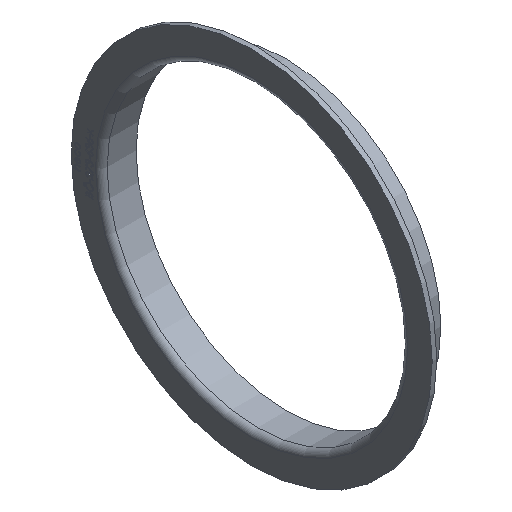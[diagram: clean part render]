
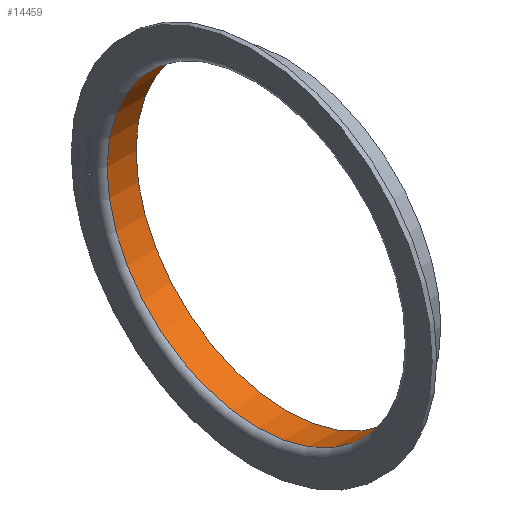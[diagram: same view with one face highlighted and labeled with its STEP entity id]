
A CAD part, isometric view. The second image highlights one B-rep face of the part: STEP entity #14459.
In plain terms, the highlighted cylindrical face has radius 129.9 mm (diameter 259.8 mm), a full revolution.
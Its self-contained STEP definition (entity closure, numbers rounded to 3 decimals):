
#198 = AXIS2_PLACEMENT_3D ( 'NONE', #5068, #9798, #3289 ) ;
#683 = AXIS2_PLACEMENT_3D ( 'NONE', #5693, #9246, #6989 ) ;
#1050 = CARTESIAN_POINT ( 'NONE',  ( 30., 0., 129.9 ) ) ;
#1854 = EDGE_CURVE ( 'NONE', #2753, #2753, #4510, .T. ) ;
#2753 = VERTEX_POINT ( 'NONE', #11035 ) ;
#3289 = DIRECTION ( 'NONE',  ( 0., 0., 1. ) ) ;
#4510 = CIRCLE ( 'NONE', #15157, 129.9 ) ;
#4733 = CARTESIAN_POINT ( 'NONE',  ( 5., 0., 0. ) ) ;
#5068 = CARTESIAN_POINT ( 'NONE',  ( 0., 0., 0. ) ) ;
#5693 = CARTESIAN_POINT ( 'NONE',  ( 30., 0., 0. ) ) ;
#6989 = DIRECTION ( 'NONE',  ( 0., 0., 1. ) ) ;
#7388 = FACE_OUTER_BOUND ( 'NONE', #8285, .T. ) ;
#8054 = CIRCLE ( 'NONE', #683, 129.9 ) ;
#8285 = EDGE_LOOP ( 'NONE', ( #8549 ) ) ;
#8549 = ORIENTED_EDGE ( 'NONE', *, *, #13507, .F. ) ;
#8550 = FACE_OUTER_BOUND ( 'NONE', #11956, .T. ) ;
#9246 = DIRECTION ( 'NONE',  ( -1., 0., 0. ) ) ;
#9798 = DIRECTION ( 'NONE',  ( -1., 0., 0. ) ) ;
#10542 = DIRECTION ( 'NONE',  ( -1., 0., 0. ) ) ;
#11035 = CARTESIAN_POINT ( 'NONE',  ( 5., 0., -129.9 ) ) ;
#11652 = VERTEX_POINT ( 'NONE', #1050 ) ;
#11956 = EDGE_LOOP ( 'NONE', ( #15115 ) ) ;
#12131 = CYLINDRICAL_SURFACE ( 'NONE', #198, 129.9 ) ;
#12800 = DIRECTION ( 'NONE',  ( 0., 0., -1. ) ) ;
#13507 = EDGE_CURVE ( 'NONE', #11652, #11652, #8054, .T. ) ;
#14459 = ADVANCED_FACE ( 'NONE', ( #8550, #7388 ), #12131, .F. ) ;
#15115 = ORIENTED_EDGE ( 'NONE', *, *, #1854, .T. ) ;
#15157 = AXIS2_PLACEMENT_3D ( 'NONE', #4733, #10542, #12800 ) ;
